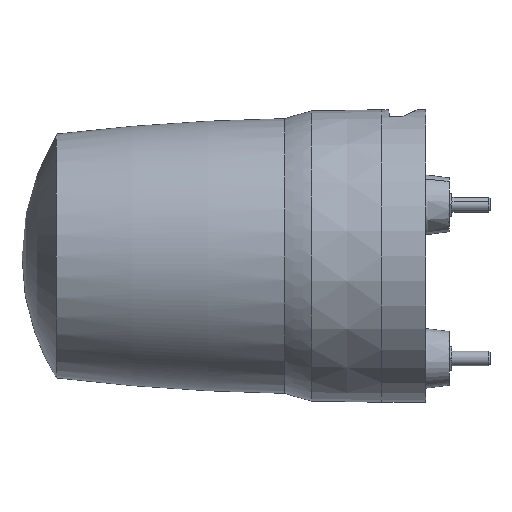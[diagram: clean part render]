
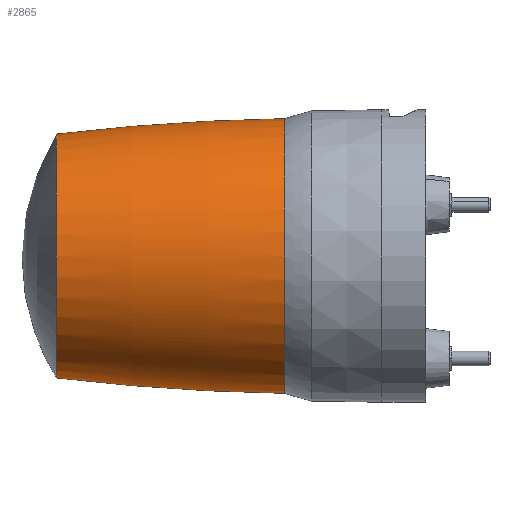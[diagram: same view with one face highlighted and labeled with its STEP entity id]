
A CAD part, left-side view. The second image highlights one B-rep face of the part: STEP entity #2865.
In plain terms, the highlighted toroidal (fillet/blend) face has major radius 712.949 mm and minor radius 760 mm.
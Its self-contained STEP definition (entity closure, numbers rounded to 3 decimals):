
#87 = CARTESIAN_POINT ( 'NONE',  ( 0., 129.283, 0. ) ) ;
#154 = ORIENTED_EDGE ( 'NONE', *, *, #3743, .T. ) ;
#569 = DIRECTION ( 'NONE',  ( 1., 0., 0. ) ) ;
#690 = DIRECTION ( 'NONE',  ( 0., -1., 0. ) ) ;
#699 = AXIS2_PLACEMENT_3D ( 'NONE', #891, #690, #3577 ) ;
#891 = CARTESIAN_POINT ( 'NONE',  ( 0., 51.142, 0. ) ) ;
#973 = EDGE_CURVE ( 'NONE', #3788, #8612, #8621, .T. ) ;
#1578 = TOROIDAL_SURFACE ( 'NONE', #7370, -712.949, 760. ) ;
#2076 = CARTESIAN_POINT ( 'NONE',  ( 0., 39.106, 0. ) ) ;
#2113 = DIRECTION ( 'NONE',  ( 0., 0., -1. ) ) ;
#2116 = FACE_OUTER_BOUND ( 'NONE', #6627, .T. ) ;
#2168 = ORIENTED_EDGE ( 'NONE', *, *, #3185, .T. ) ;
#2411 = CARTESIAN_POINT ( 'NONE',  ( 0., 51.142, -46.956 ) ) ;
#2462 = DIRECTION ( 'NONE',  ( 0., 0., -1. ) ) ;
#2467 = VERTEX_POINT ( 'NONE', #2789 ) ;
#2711 = AXIS2_PLACEMENT_3D ( 'NONE', #4083, #4171, #6128 ) ;
#2789 = CARTESIAN_POINT ( 'NONE',  ( 0., 129.283, 41.682 ) ) ;
#2817 = DIRECTION ( 'NONE',  ( 0., -1., 0. ) ) ;
#2865 = ADVANCED_FACE ( 'NONE', ( #2116 ), #1578, .T. ) ;
#3185 = EDGE_CURVE ( 'NONE', #8437, #2467, #6528, .T. ) ;
#3577 = DIRECTION ( 'NONE',  ( 0., 0., -1. ) ) ;
#3743 = EDGE_CURVE ( 'NONE', #2467, #8612, #5963, .T. ) ;
#3788 = VERTEX_POINT ( 'NONE', #2411 ) ;
#4083 = CARTESIAN_POINT ( 'NONE',  ( 0., 39.106, -712.949 ) ) ;
#4171 = DIRECTION ( 'NONE',  ( -1., 0., 0. ) ) ;
#4216 = CIRCLE ( 'NONE', #699, 46.956 ) ;
#4721 = DIRECTION ( 'NONE',  ( 0., 1., 0. ) ) ;
#4873 = CARTESIAN_POINT ( 'NONE',  ( 0., 51.142, 46.956 ) ) ;
#5963 = CIRCLE ( 'NONE', #7380, 41.682 ) ;
#6075 = EDGE_CURVE ( 'NONE', #8437, #3788, #4216, .T. ) ;
#6128 = DIRECTION ( 'NONE',  ( 0., 0., 1. ) ) ;
#6528 = CIRCLE ( 'NONE', #2711, 760. ) ;
#6625 = CARTESIAN_POINT ( 'NONE',  ( 0., 39.106, 712.949 ) ) ;
#6627 = EDGE_LOOP ( 'NONE', ( #8368, #2168, #154, #6824 ) ) ;
#6824 = ORIENTED_EDGE ( 'NONE', *, *, #973, .F. ) ;
#6926 = AXIS2_PLACEMENT_3D ( 'NONE', #6625, #569, #2462 ) ;
#7370 = AXIS2_PLACEMENT_3D ( 'NONE', #2076, #4721, #7428 ) ;
#7380 = AXIS2_PLACEMENT_3D ( 'NONE', #87, #2817, #2113 ) ;
#7428 = DIRECTION ( 'NONE',  ( 0., 0., -1. ) ) ;
#8368 = ORIENTED_EDGE ( 'NONE', *, *, #6075, .F. ) ;
#8437 = VERTEX_POINT ( 'NONE', #4873 ) ;
#8472 = CARTESIAN_POINT ( 'NONE',  ( 0., 129.283, -41.682 ) ) ;
#8612 = VERTEX_POINT ( 'NONE', #8472 ) ;
#8621 = CIRCLE ( 'NONE', #6926, 760. ) ;
